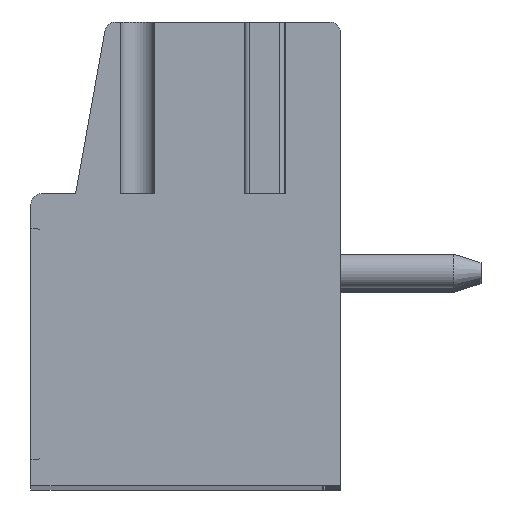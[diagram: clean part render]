
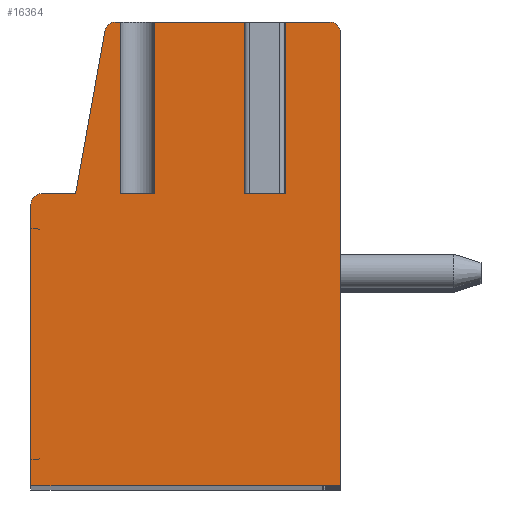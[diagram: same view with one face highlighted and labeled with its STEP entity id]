
A CAD part, top view. The second image highlights one B-rep face of the part: STEP entity #16364.
In plain terms, the highlighted planar face has unit normal (0, 0, 1).
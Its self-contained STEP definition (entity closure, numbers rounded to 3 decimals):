
#52=DIRECTION('',(1.,0.,0.));
#53=VECTOR('',#52,1.);
#54=CARTESIAN_POINT('',(-1.9,3.36,67.5));
#55=LINE('',#54,#53);
#56=DIRECTION('',(0.,1.,0.));
#57=VECTOR('',#56,5.);
#58=CARTESIAN_POINT('',(-0.9,3.36,67.5));
#59=LINE('',#58,#57);
#60=DIRECTION('',(-1.,0.,0.));
#61=VECTOR('',#60,2.8);
#62=CARTESIAN_POINT('',(1.9,8.36,67.5));
#63=LINE('',#62,#61);
#64=DIRECTION('',(0.,1.,0.));
#65=VECTOR('',#64,5.);
#66=CARTESIAN_POINT('',(1.9,3.36,67.5));
#67=LINE('',#66,#65);
#68=DIRECTION('',(1.,0.,0.));
#69=VECTOR('',#68,0.8);
#70=CARTESIAN_POINT('',(1.9,3.36,67.5));
#71=LINE('',#70,#69);
#72=DIRECTION('',(0.,1.,0.));
#73=VECTOR('',#72,5.);
#74=CARTESIAN_POINT('',(2.7,3.36,67.5));
#75=LINE('',#74,#73);
#76=DIRECTION('',(-1.,0.,0.));
#77=VECTOR('',#76,1.5);
#78=CARTESIAN_POINT('',(4.2,8.36,67.5));
#79=LINE('',#78,#77);
#80=CARTESIAN_POINT('',(4.2,8.06,67.5));
#81=DIRECTION('',(0.,0.,1.));
#82=DIRECTION('',(1.,0.,0.));
#83=AXIS2_PLACEMENT_3D('',#80,#81,#82);
#85=DIRECTION('',(0.,1.,0.));
#86=VECTOR('',#85,13.2);
#87=CARTESIAN_POINT('',(4.5,-5.14,67.5));
#88=LINE('',#87,#86);
#89=DIRECTION('',(1.,0.,0.));
#90=VECTOR('',#89,9.);
#91=CARTESIAN_POINT('',(-4.5,-5.14,67.5));
#92=LINE('',#91,#90);
#93=DIRECTION('',(0.,-1.,0.));
#94=VECTOR('',#93,8.2);
#95=CARTESIAN_POINT('',(-4.5,3.06,67.5));
#96=LINE('',#95,#94);
#97=CARTESIAN_POINT('',(-4.2,3.06,67.5));
#98=DIRECTION('',(0.,0.,1.));
#99=DIRECTION('',(0.,1.,0.));
#100=AXIS2_PLACEMENT_3D('',#97,#98,#99);
#102=DIRECTION('',(-1.,0.,0.));
#103=VECTOR('',#102,1.);
#104=CARTESIAN_POINT('',(-3.2,3.36,67.5));
#105=LINE('',#104,#103);
#106=DIRECTION('',(-0.177,-0.984,0.));
#107=VECTOR('',#106,4.829);
#108=CARTESIAN_POINT('',(-2.345,8.113,67.5));
#109=LINE('',#108,#107);
#110=CARTESIAN_POINT('',(-2.05,8.06,67.5));
#111=DIRECTION('',(0.,0.,1.));
#112=DIRECTION('',(0.,1.,0.));
#113=AXIS2_PLACEMENT_3D('',#110,#111,#112);
#115=DIRECTION('',(-1.,0.,0.));
#116=VECTOR('',#115,0.15);
#117=CARTESIAN_POINT('',(-1.9,8.36,67.5));
#118=LINE('',#117,#116);
#119=DIRECTION('',(0.,1.,0.));
#120=VECTOR('',#119,5.);
#121=CARTESIAN_POINT('',(-1.9,3.36,67.5));
#122=LINE('',#121,#120);
#12690=CARTESIAN_POINT('',(4.5,-5.14,67.5));
#12691=CARTESIAN_POINT('',(4.5,8.06,67.5));
#12692=VERTEX_POINT('',#12690);
#12693=VERTEX_POINT('',#12691);
#12694=CARTESIAN_POINT('',(4.2,8.36,67.5));
#12695=VERTEX_POINT('',#12694);
#12696=CARTESIAN_POINT('',(-2.05,8.36,67.5));
#12697=CARTESIAN_POINT('',(-2.345,8.113,67.5));
#12698=VERTEX_POINT('',#12696);
#12699=VERTEX_POINT('',#12697);
#12700=CARTESIAN_POINT('',(-3.2,3.36,67.5));
#12701=VERTEX_POINT('',#12700);
#12702=CARTESIAN_POINT('',(-4.2,3.36,67.5));
#12703=VERTEX_POINT('',#12702);
#12704=CARTESIAN_POINT('',(-4.5,3.06,67.5));
#12705=VERTEX_POINT('',#12704);
#12706=CARTESIAN_POINT('',(-4.5,-5.14,67.5));
#12707=VERTEX_POINT('',#12706);
#12995=CARTESIAN_POINT('',(1.9,3.36,67.5));
#12996=CARTESIAN_POINT('',(2.7,3.36,67.5));
#12997=VERTEX_POINT('',#12995);
#12998=VERTEX_POINT('',#12996);
#12999=CARTESIAN_POINT('',(2.7,8.36,67.5));
#13000=VERTEX_POINT('',#12999);
#13001=CARTESIAN_POINT('',(1.9,8.36,67.5));
#13002=VERTEX_POINT('',#13001);
#13023=CARTESIAN_POINT('',(-1.9,3.36,67.5));
#13024=CARTESIAN_POINT('',(-0.9,3.36,67.5));
#13025=VERTEX_POINT('',#13023);
#13026=VERTEX_POINT('',#13024);
#13027=CARTESIAN_POINT('',(-0.9,8.36,67.5));
#13028=VERTEX_POINT('',#13027);
#13029=CARTESIAN_POINT('',(-1.9,8.36,67.5));
#13030=VERTEX_POINT('',#13029);
#16323=CARTESIAN_POINT('',(0.,0.,67.5));
#16324=DIRECTION('',(0.,0.,1.));
#16325=DIRECTION('',(1.,0.,0.));
#16326=AXIS2_PLACEMENT_3D('',#16323,#16324,#16325);
#16327=PLANE('',#16326);
#16329=ORIENTED_EDGE('',*,*,#16328,.T.);
#16331=ORIENTED_EDGE('',*,*,#16330,.T.);
#16333=ORIENTED_EDGE('',*,*,#16332,.F.);
#16335=ORIENTED_EDGE('',*,*,#16334,.F.);
#16337=ORIENTED_EDGE('',*,*,#16336,.T.);
#16339=ORIENTED_EDGE('',*,*,#16338,.T.);
#16341=ORIENTED_EDGE('',*,*,#16340,.F.);
#16343=ORIENTED_EDGE('',*,*,#16342,.F.);
#16345=ORIENTED_EDGE('',*,*,#16344,.F.);
#16347=ORIENTED_EDGE('',*,*,#16346,.F.);
#16349=ORIENTED_EDGE('',*,*,#16348,.F.);
#16351=ORIENTED_EDGE('',*,*,#16350,.F.);
#16353=ORIENTED_EDGE('',*,*,#16352,.F.);
#16355=ORIENTED_EDGE('',*,*,#16354,.F.);
#16357=ORIENTED_EDGE('',*,*,#16356,.F.);
#16359=ORIENTED_EDGE('',*,*,#16358,.F.);
#16361=ORIENTED_EDGE('',*,*,#16360,.F.);
#16362=EDGE_LOOP('',(#16329,#16331,#16333,#16335,#16337,#16339,#16341,#16343,
#16345,#16347,#16349,#16351,#16353,#16355,#16357,#16359,#16361));
#16363=FACE_OUTER_BOUND('',#16362,.F.);
#84=CIRCLE('',#83,0.3);
#101=CIRCLE('',#100,0.3);
#114=CIRCLE('',#113,0.3);
#16328=EDGE_CURVE('',#13025,#13026,#55,.T.);
#16330=EDGE_CURVE('',#13026,#13028,#59,.T.);
#16332=EDGE_CURVE('',#13002,#13028,#63,.T.);
#16334=EDGE_CURVE('',#12997,#13002,#67,.T.);
#16336=EDGE_CURVE('',#12997,#12998,#71,.T.);
#16338=EDGE_CURVE('',#12998,#13000,#75,.T.);
#16340=EDGE_CURVE('',#12695,#13000,#79,.T.);
#16342=EDGE_CURVE('',#12693,#12695,#84,.T.);
#16344=EDGE_CURVE('',#12692,#12693,#88,.T.);
#16346=EDGE_CURVE('',#12707,#12692,#92,.T.);
#16348=EDGE_CURVE('',#12705,#12707,#96,.T.);
#16350=EDGE_CURVE('',#12703,#12705,#101,.T.);
#16352=EDGE_CURVE('',#12701,#12703,#105,.T.);
#16354=EDGE_CURVE('',#12699,#12701,#109,.T.);
#16356=EDGE_CURVE('',#12698,#12699,#114,.T.);
#16358=EDGE_CURVE('',#13030,#12698,#118,.T.);
#16360=EDGE_CURVE('',#13025,#13030,#122,.T.);
#16364=ADVANCED_FACE('',(#16363),#16327,.T.);
